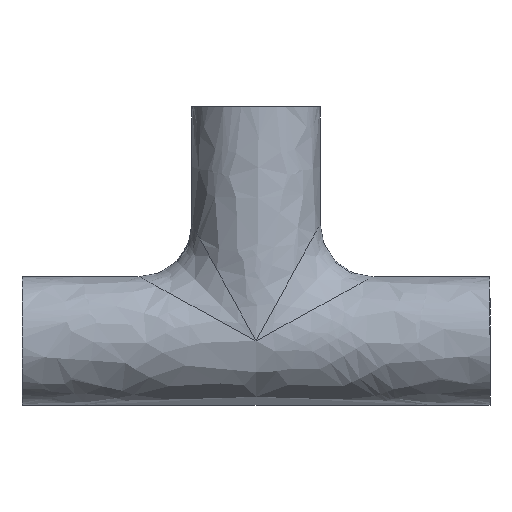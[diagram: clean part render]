
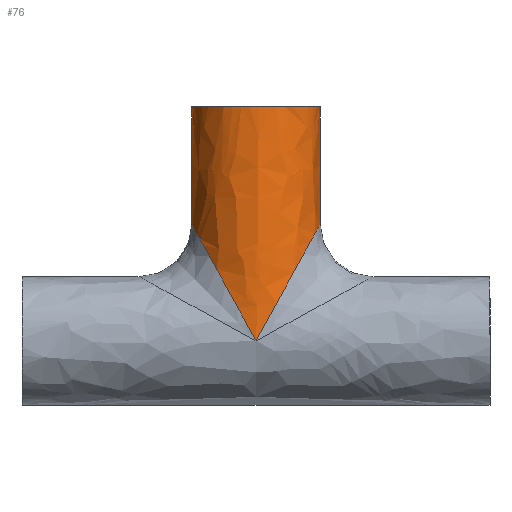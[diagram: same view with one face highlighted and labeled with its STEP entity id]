
A CAD part, front view. The second image highlights one B-rep face of the part: STEP entity #76.
In plain terms, the highlighted free-form (B-spline) face has degree [2, 1] with [7, 2] control points.
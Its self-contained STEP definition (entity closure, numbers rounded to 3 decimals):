
#76=ADVANCED_FACE('',(#235),#2505,.T.);
#235=FACE_OUTER_BOUND('',#397,.T.);
#397=EDGE_LOOP('',(#726,#727,#728,#729,#730,#731,#732));
#726=ORIENTED_EDGE('',*,*,#1457,.T.);
#727=ORIENTED_EDGE('',*,*,#1458,.F.);
#728=ORIENTED_EDGE('',*,*,#1465,.F.);
#729=ORIENTED_EDGE('',*,*,#1463,.T.);
#730=ORIENTED_EDGE('',*,*,#1464,.T.);
#731=ORIENTED_EDGE('',*,*,#1366,.F.);
#732=ORIENTED_EDGE('',*,*,#1460,.F.);
#1366=EDGE_CURVE('',#2195,#2194,#1957,.T.);
#1457=EDGE_CURVE('',#2258,#2257,#1796,.T.);
#1458=EDGE_CURVE('',#2218,#2257,#1797,.T.);
#1460=EDGE_CURVE('',#2258,#2195,#1799,.T.);
#1463=EDGE_CURVE('',#2259,#2255,#1800,.T.);
#1464=EDGE_CURVE('',#2255,#2194,#1801,.T.);
#1465=EDGE_CURVE('',#2259,#2218,#2013,.T.);
#1796=(
BOUNDED_CURVE()
B_SPLINE_CURVE(2,(#4573,#4574,#4575,#4576,#4577),.UNSPECIFIED.,.F.,.F.)
B_SPLINE_CURVE_WITH_KNOTS((3,2,3),(65.973,87.965,109.956),
 .UNSPECIFIED.)
CURVE()
GEOMETRIC_REPRESENTATION_ITEM()
RATIONAL_B_SPLINE_CURVE((1.,0.707,1.,0.707,1.))
REPRESENTATION_ITEM('')
);
#1797=(
BOUNDED_CURVE()
B_SPLINE_CURVE(1,(#4578,#4579),.UNSPECIFIED.,.F.,.F.)
B_SPLINE_CURVE_WITH_KNOTS((2,2),(-12.,-2.824),.UNSPECIFIED.)
CURVE()
GEOMETRIC_REPRESENTATION_ITEM()
RATIONAL_B_SPLINE_CURVE((1.,1.))
REPRESENTATION_ITEM('')
);
#1799=(
BOUNDED_CURVE()
B_SPLINE_CURVE(1,(#4585,#4586),.UNSPECIFIED.,.F.,.F.)
B_SPLINE_CURVE_WITH_KNOTS((2,2),(2.824,12.),.UNSPECIFIED.)
CURVE()
GEOMETRIC_REPRESENTATION_ITEM()
RATIONAL_B_SPLINE_CURVE((1.,1.))
REPRESENTATION_ITEM('')
);
#1800=(
BOUNDED_CURVE()
B_SPLINE_CURVE(3,(#4655,#4656,#4657,#4658,#4659,#4660,#4661,#4662,#4663,
#4664,#4665,#4666,#4667,#4668,#4669,#4670,#4671,#4672,#4673,#4674,#4675,
#4676,#4677,#4678),.UNSPECIFIED.,.F.,.F.)
B_SPLINE_CURVE_WITH_KNOTS((4,2,2,2,2,2,2,2,2,2,2,4),(-34.915,
-32.733,-30.551,-28.369,-26.186,
-24.004,-21.822,-17.458,-13.093,
-8.729,-4.364,0.),.UNSPECIFIED.)
CURVE()
GEOMETRIC_REPRESENTATION_ITEM()
RATIONAL_B_SPLINE_CURVE((1.,1.,1.,1.,1.,1.,1.,1.,1.,1.,1.,1.,1.,1.,1.,1.,
1.,1.,1.,1.,1.,1.,1.,1.))
REPRESENTATION_ITEM('')
);
#1801=(
BOUNDED_CURVE()
B_SPLINE_CURVE(3,(#4679,#4680,#4681,#4682,#4683,#4684,#4685,#4686,#4687,
#4688,#4689,#4690,#4691,#4692,#4693,#4694,#4695,#4696,#4697,#4698,#4699,
#4700,#4701,#4702),.UNSPECIFIED.,.F.,.F.)
B_SPLINE_CURVE_WITH_KNOTS((4,2,2,2,2,2,2,2,2,2,2,4),(0.,4.364,
8.729,13.093,17.458,21.822,24.004,
26.186,28.369,30.551,32.733,34.915),
 .UNSPECIFIED.)
CURVE()
GEOMETRIC_REPRESENTATION_ITEM()
RATIONAL_B_SPLINE_CURVE((1.,1.,1.,1.,1.,1.,1.,1.,1.,1.,1.,1.,1.,1.,1.,1.,
1.,1.,1.,1.,1.,1.,1.,1.))
REPRESENTATION_ITEM('')
);
#1957=B_SPLINE_CURVE_WITH_KNOTS('',1,(#4102,#4103),.UNSPECIFIED.,.F.,.F.,
(2,2),(12.,24.5),.UNSPECIFIED.);
#2013=B_SPLINE_CURVE_WITH_KNOTS('',1,(#4703,#4704),.UNSPECIFIED.,.F.,.F.,
(2,2),(0.,12.5),.UNSPECIFIED.);
#2194=VERTEX_POINT('',#3739);
#2195=VERTEX_POINT('',#3740);
#2218=VERTEX_POINT('',#3763);
#2255=VERTEX_POINT('',#3800);
#2257=VERTEX_POINT('',#3802);
#2258=VERTEX_POINT('',#3803);
#2259=VERTEX_POINT('',#3804);
#2505=(
BOUNDED_SURFACE()
B_SPLINE_SURFACE(2,1,((#3317,#3318),(#3319,#3320),(#3321,#3322),(#3323,
#3324),(#3325,#3326),(#3327,#3328),(#3329,#3330)),.UNSPECIFIED.,.F.,.F.,
 .F.)
B_SPLINE_SURFACE_WITH_KNOTS((3,2,2,3),(2,2),(0.,21.991,43.982,
65.973),(0.,60.002),.UNSPECIFIED.)
GEOMETRIC_REPRESENTATION_ITEM()
RATIONAL_B_SPLINE_SURFACE(((1.,1.),(0.707,0.707),
(1.,1.),(0.707,0.707),(1.,1.),(0.707,
0.707),(1.,1.)))
REPRESENTATION_ITEM('')
SURFACE()
);
#3317=CARTESIAN_POINT('',(-51.,14.,64.126));
#3318=CARTESIAN_POINT('',(-51.,14.,4.124));
#3319=CARTESIAN_POINT('',(-37.,14.,64.126));
#3320=CARTESIAN_POINT('',(-37.,14.,4.124));
#3321=CARTESIAN_POINT('',(-37.,0.,64.126));
#3322=CARTESIAN_POINT('',(-37.,0.,4.124));
#3323=CARTESIAN_POINT('',(-37.,-14.,64.126));
#3324=CARTESIAN_POINT('',(-37.,-14.,4.124));
#3325=CARTESIAN_POINT('',(-51.,-14.,64.126));
#3326=CARTESIAN_POINT('',(-51.,-14.,4.124));
#3327=CARTESIAN_POINT('',(-65.,-14.,64.126));
#3328=CARTESIAN_POINT('',(-65.,-14.,4.124));
#3329=CARTESIAN_POINT('',(-65.,0.,64.126));
#3330=CARTESIAN_POINT('',(-65.,0.,4.124));
#3739=CARTESIAN_POINT('',(-37.,0.,34.625));
#3740=CARTESIAN_POINT('',(-37.,0.,47.125));
#3763=CARTESIAN_POINT('',(-65.,0.,47.125));
#3800=CARTESIAN_POINT('',(-51.,-14.,9.125));
#3802=CARTESIAN_POINT('',(-65.,0.,60.125));
#3803=CARTESIAN_POINT('',(-37.,0.,60.125));
#3804=CARTESIAN_POINT('',(-65.,0.,34.625));
#4102=CARTESIAN_POINT('',(-37.,0.,47.125));
#4103=CARTESIAN_POINT('',(-37.,0.,34.625));
#4573=CARTESIAN_POINT('',(-37.,0.,60.125));
#4574=CARTESIAN_POINT('',(-37.,-14.,60.125));
#4575=CARTESIAN_POINT('',(-51.,-14.,60.125));
#4576=CARTESIAN_POINT('',(-65.,-14.,60.125));
#4577=CARTESIAN_POINT('',(-65.,0.,60.125));
#4578=CARTESIAN_POINT('',(-65.,0.,47.125));
#4579=CARTESIAN_POINT('',(-65.,0.,60.125));
#4585=CARTESIAN_POINT('',(-37.,0.,60.125));
#4586=CARTESIAN_POINT('',(-37.,0.,47.125));
#4655=CARTESIAN_POINT('',(-65.,0.,34.625));
#4656=CARTESIAN_POINT('',(-65.,-0.458,34.625));
#4657=CARTESIAN_POINT('',(-64.977,-0.916,34.584));
#4658=CARTESIAN_POINT('',(-64.888,-1.828,34.42));
#4659=CARTESIAN_POINT('',(-64.82,-2.282,34.298));
#4660=CARTESIAN_POINT('',(-64.642,-3.181,33.972));
#4661=CARTESIAN_POINT('',(-64.53,-3.626,33.769));
#4662=CARTESIAN_POINT('',(-64.264,-4.502,33.285));
#4663=CARTESIAN_POINT('',(-64.11,-4.934,33.003));
#4664=CARTESIAN_POINT('',(-63.759,-5.781,32.365));
#4665=CARTESIAN_POINT('',(-63.563,-6.196,32.007));
#4666=CARTESIAN_POINT('',(-63.131,-7.004,31.221));
#4667=CARTESIAN_POINT('',(-62.895,-7.397,30.791));
#4668=CARTESIAN_POINT('',(-62.132,-8.54,29.4));
#4669=CARTESIAN_POINT('',(-61.547,-9.252,28.336));
#4670=CARTESIAN_POINT('',(-60.252,-10.547,25.976));
#4671=CARTESIAN_POINT('',(-59.54,-11.132,24.68));
#4672=CARTESIAN_POINT('',(-58.016,-12.15,21.904));
#4673=CARTESIAN_POINT('',(-57.204,-12.584,20.425));
#4674=CARTESIAN_POINT('',(-55.511,-13.285,17.341));
#4675=CARTESIAN_POINT('',(-54.63,-13.552,15.737));
#4676=CARTESIAN_POINT('',(-52.833,-13.91,12.463));
#4677=CARTESIAN_POINT('',(-51.916,-14.,10.794));
#4678=CARTESIAN_POINT('',(-51.,-14.,9.125));
#4679=CARTESIAN_POINT('',(-51.,-14.,9.125));
#4680=CARTESIAN_POINT('',(-50.084,-14.,10.794));
#4681=CARTESIAN_POINT('',(-49.167,-13.91,12.463));
#4682=CARTESIAN_POINT('',(-47.37,-13.552,15.737));
#4683=CARTESIAN_POINT('',(-46.489,-13.285,17.341));
#4684=CARTESIAN_POINT('',(-44.796,-12.584,20.425));
#4685=CARTESIAN_POINT('',(-43.984,-12.15,21.904));
#4686=CARTESIAN_POINT('',(-42.46,-11.132,24.68));
#4687=CARTESIAN_POINT('',(-41.748,-10.547,25.976));
#4688=CARTESIAN_POINT('',(-40.453,-9.252,28.336));
#4689=CARTESIAN_POINT('',(-39.868,-8.54,29.4));
#4690=CARTESIAN_POINT('',(-39.105,-7.397,30.791));
#4691=CARTESIAN_POINT('',(-38.869,-7.004,31.221));
#4692=CARTESIAN_POINT('',(-38.437,-6.196,32.007));
#4693=CARTESIAN_POINT('',(-38.241,-5.781,32.365));
#4694=CARTESIAN_POINT('',(-37.89,-4.934,33.003));
#4695=CARTESIAN_POINT('',(-37.736,-4.502,33.285));
#4696=CARTESIAN_POINT('',(-37.47,-3.626,33.769));
#4697=CARTESIAN_POINT('',(-37.358,-3.181,33.972));
#4698=CARTESIAN_POINT('',(-37.18,-2.282,34.298));
#4699=CARTESIAN_POINT('',(-37.112,-1.828,34.42));
#4700=CARTESIAN_POINT('',(-37.023,-0.916,34.584));
#4701=CARTESIAN_POINT('',(-37.,-0.458,34.625));
#4702=CARTESIAN_POINT('',(-37.,0.,34.625));
#4703=CARTESIAN_POINT('',(-65.,0.,34.625));
#4704=CARTESIAN_POINT('',(-65.,0.,47.125));
